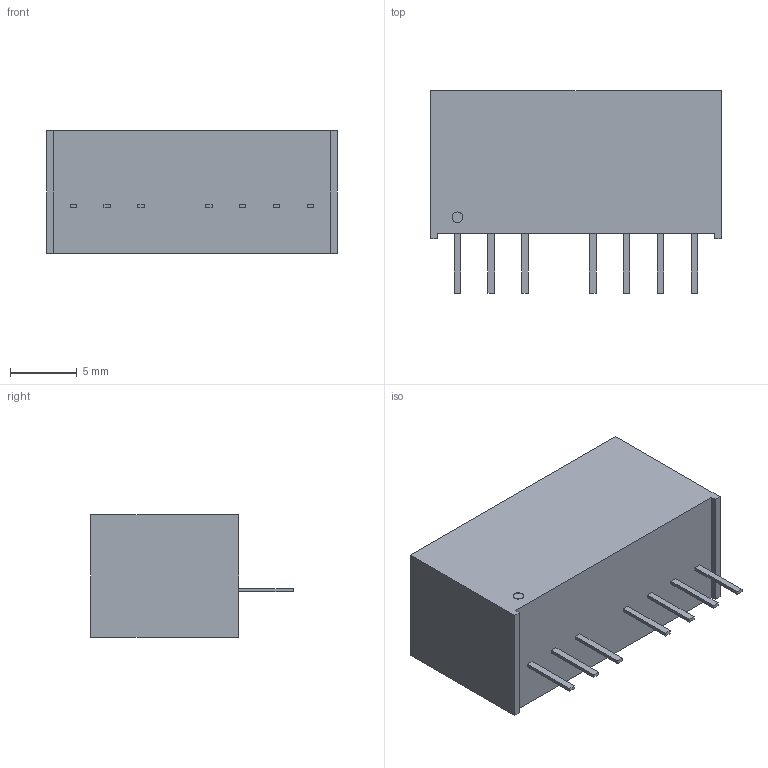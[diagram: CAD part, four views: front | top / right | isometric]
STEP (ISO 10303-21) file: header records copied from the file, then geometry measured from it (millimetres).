
FILE_DESCRIPTION((''),'2;1');
FILE_NAME('SPAN02.STEP','2020-02-25T11:02:25',('shirley'),(''),'Autodesk Inventor 2010','Autodesk Inventor 2010','');
FILE_SCHEMA(('AUTOMOTIVE_DESIGN { 1 0 10303 214 1 1 1 1 }'));
Length unit declared in the file: millimetre
Products named in the file (1): SPAN02
Bounding box: 21.8 x 15.2 x 9.2 mm (x, y, z)
Volume: 2153.6 mm3; surface area: 1127.4 mm2
Topology: 1 solids, 1 shells, 47 faces, 111 edges, 74 vertices
Faces by surface type: plane 46, cylinder 1
Full cylindrical faces by diameter (mm): 0.8 x1
Entity records: 1412 total; most frequent: CARTESIAN_POINT 232, ORIENTED_EDGE 220, DIRECTION 208, EDGE_CURVE 110, VECTOR 108, LINE 108, VERTEX_POINT 74, EDGE_LOOP 56
